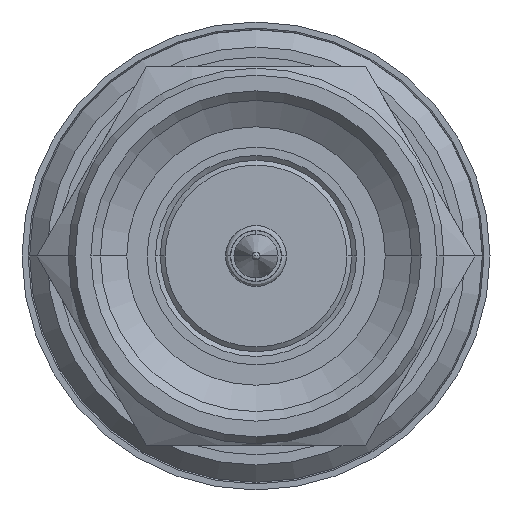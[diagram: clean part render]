
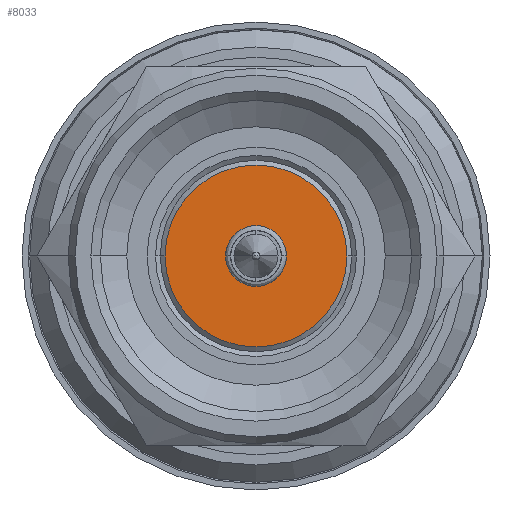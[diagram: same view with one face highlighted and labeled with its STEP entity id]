
A CAD part, left-side view. The second image highlights one B-rep face of the part: STEP entity #8033.
In plain terms, the highlighted planar face has unit normal (-1, 0, 0).
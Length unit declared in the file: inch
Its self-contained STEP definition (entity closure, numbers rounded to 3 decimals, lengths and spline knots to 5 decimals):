
#67 = DIRECTION ( 'NONE',  ( 0., -1., 0. ) ) ;
#297 = CIRCLE ( 'NONE', #7956, 0.025 ) ;
#442 = VERTEX_POINT ( 'NONE', #7360 ) ;
#842 = CARTESIAN_POINT ( 'NONE',  ( 0.11417, 0., 0. ) ) ;
#987 = ORIENTED_EDGE ( 'NONE', *, *, #2060, .T. ) ;
#1065 = CARTESIAN_POINT ( 'NONE',  ( 0.11417, -0.0748, 0. ) ) ;
#1376 = EDGE_LOOP ( 'NONE', ( #6280, #4041 ) ) ;
#1775 = DIRECTION ( 'NONE',  ( 0., -1., 0. ) ) ;
#2060 = EDGE_CURVE ( 'NONE', #6119, #2486, #3882, .T. ) ;
#2486 = VERTEX_POINT ( 'NONE', #1065 ) ;
#3147 = DIRECTION ( 'NONE',  ( 0., -1., 0. ) ) ;
#3216 = EDGE_CURVE ( 'NONE', #442, #3830, #297, .T. ) ;
#3237 = CIRCLE ( 'NONE', #3404, 0.025 ) ;
#3238 = CARTESIAN_POINT ( 'NONE',  ( 0.11417, 0., 0. ) ) ;
#3241 = CARTESIAN_POINT ( 'NONE',  ( 0.11417, 0., 0. ) ) ;
#3404 = AXIS2_PLACEMENT_3D ( 'NONE', #4321, #8734, #1775 ) ;
#3422 = DIRECTION ( 'NONE',  ( 0., 1., 0. ) ) ;
#3830 = VERTEX_POINT ( 'NONE', #6504 ) ;
#3882 = CIRCLE ( 'NONE', #5021, 0.0748 ) ;
#3956 = DIRECTION ( 'NONE',  ( 0., -1., 0. ) ) ;
#4041 = ORIENTED_EDGE ( 'NONE', *, *, #4440, .F. ) ;
#4321 = CARTESIAN_POINT ( 'NONE',  ( 0.11417, 0., 0. ) ) ;
#4440 = EDGE_CURVE ( 'NONE', #3830, #442, #3237, .T. ) ;
#4893 = PLANE ( 'NONE',  #9706 ) ;
#5021 = AXIS2_PLACEMENT_3D ( 'NONE', #3238, #6306, #3147 ) ;
#5720 = ORIENTED_EDGE ( 'NONE', *, *, #6741, .T. ) ;
#6119 = VERTEX_POINT ( 'NONE', #7753 ) ;
#6280 = ORIENTED_EDGE ( 'NONE', *, *, #3216, .F. ) ;
#6306 = DIRECTION ( 'NONE',  ( -1., 0., 0. ) ) ;
#6357 = DIRECTION ( 'NONE',  ( -1., 0., 0. ) ) ;
#6380 = CARTESIAN_POINT ( 'NONE',  ( 0.11417, 0., 0. ) ) ;
#6504 = CARTESIAN_POINT ( 'NONE',  ( 0.11417, 0.025, 0. ) ) ;
#6535 = CIRCLE ( 'NONE', #9702, 0.0748 ) ;
#6575 = FACE_BOUND ( 'NONE', #1376, .T. ) ;
#6741 = EDGE_CURVE ( 'NONE', #2486, #6119, #6535, .T. ) ;
#7073 = EDGE_LOOP ( 'NONE', ( #987, #5720 ) ) ;
#7360 = CARTESIAN_POINT ( 'NONE',  ( 0.11417, -0.025, 0. ) ) ;
#7753 = CARTESIAN_POINT ( 'NONE',  ( 0.11417, 0.0748, 0. ) ) ;
#7956 = AXIS2_PLACEMENT_3D ( 'NONE', #3241, #6357, #3956 ) ;
#8033 = ADVANCED_FACE ( 'NONE', ( #6575, #9486 ), #4893, .F. ) ;
#8734 = DIRECTION ( 'NONE',  ( -1., 0., 0. ) ) ;
#9434 = DIRECTION ( 'NONE',  ( -1., 0., 0. ) ) ;
#9486 = FACE_OUTER_BOUND ( 'NONE', #7073, .T. ) ;
#9645 = DIRECTION ( 'NONE',  ( 1., 0., 0. ) ) ;
#9702 = AXIS2_PLACEMENT_3D ( 'NONE', #842, #9434, #67 ) ;
#9706 = AXIS2_PLACEMENT_3D ( 'NONE', #6380, #9645, #3422 ) ;
